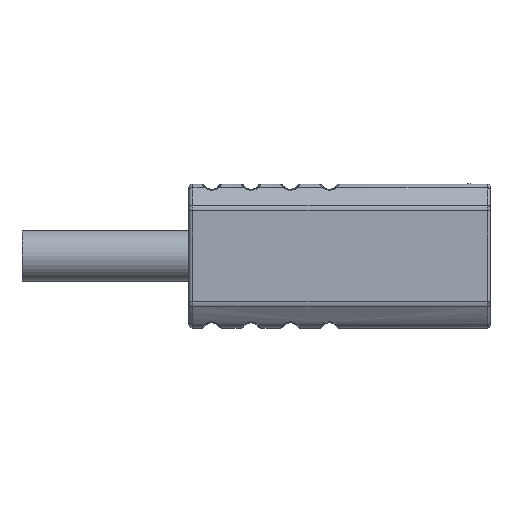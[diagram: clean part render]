
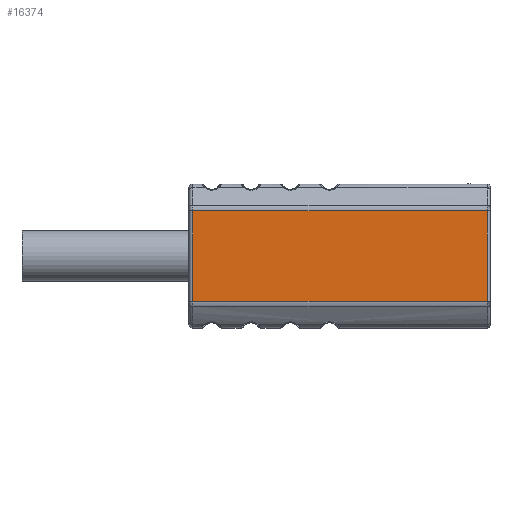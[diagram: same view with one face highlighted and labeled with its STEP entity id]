
A CAD part, front view. The second image highlights one B-rep face of the part: STEP entity #16374.
In plain terms, the highlighted planar face has unit normal (0, -1, 0).
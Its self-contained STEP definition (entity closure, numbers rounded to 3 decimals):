
#7029=DIRECTION('',(0.,0.,-1.));
#7030=VECTOR('',#7029,6.893);
#7031=CARTESIAN_POINT('',(14.04,-5.3,3.447));
#7032=LINE('',#7031,#7030);
#7033=DIRECTION('',(1.,0.,0.));
#7034=VECTOR('',#7033,22.5);
#7035=CARTESIAN_POINT('',(-8.46,-5.3,-3.447));
#7036=LINE('',#7035,#7034);
#7037=DIRECTION('',(0.,0.,-1.));
#7038=VECTOR('',#7037,6.893);
#7039=CARTESIAN_POINT('',(-8.46,-5.3,3.447));
#7040=LINE('',#7039,#7038);
#7041=DIRECTION('',(1.,0.,0.));
#7042=VECTOR('',#7041,22.5);
#7043=CARTESIAN_POINT('',(-8.46,-5.3,3.447));
#7044=LINE('',#7043,#7042);
#11682=CARTESIAN_POINT('',(-8.46,-5.3,-3.447));
#11684=VERTEX_POINT('',#11682);
#11685=CARTESIAN_POINT('',(-8.46,-5.3,3.447));
#11687=VERTEX_POINT('',#11685);
#11755=CARTESIAN_POINT('',(14.04,-5.3,3.447));
#11756=VERTEX_POINT('',#11755);
#11759=CARTESIAN_POINT('',(14.04,-5.3,-3.447));
#11760=VERTEX_POINT('',#11759);
#16359=CARTESIAN_POINT('',(14.24,-5.3,-6.25));
#16360=DIRECTION('',(0.,1.,0.));
#16361=DIRECTION('',(0.,0.,1.));
#16362=AXIS2_PLACEMENT_3D('',#16359,#16360,#16361);
#16363=PLANE('',#16362);
#16365=ORIENTED_EDGE('',*,*,#16364,.T.);
#16367=ORIENTED_EDGE('',*,*,#16366,.F.);
#16369=ORIENTED_EDGE('',*,*,#16368,.F.);
#16371=ORIENTED_EDGE('',*,*,#16370,.T.);
#16372=EDGE_LOOP('',(#16365,#16367,#16369,#16371));
#16373=FACE_OUTER_BOUND('',#16372,.F.);
#16364=EDGE_CURVE('',#11756,#11760,#7032,.T.);
#16366=EDGE_CURVE('',#11684,#11760,#7036,.T.);
#16368=EDGE_CURVE('',#11687,#11684,#7040,.T.);
#16370=EDGE_CURVE('',#11687,#11756,#7044,.T.);
#16374=ADVANCED_FACE('',(#16373),#16363,.F.);
